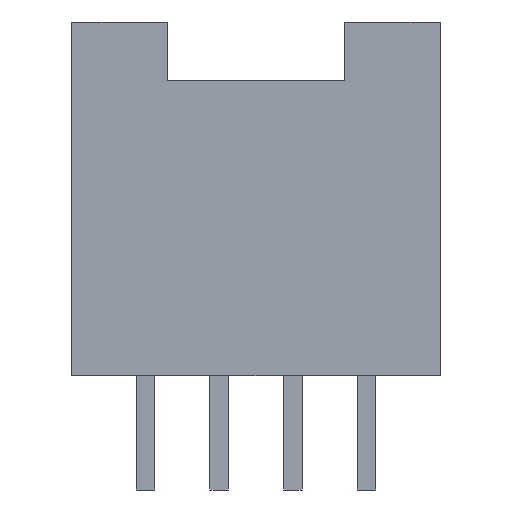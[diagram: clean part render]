
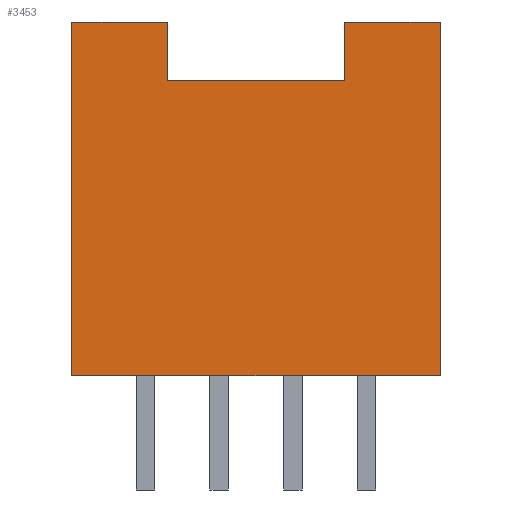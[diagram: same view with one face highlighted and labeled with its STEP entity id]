
A CAD part, front view. The second image highlights one B-rep face of the part: STEP entity #3453.
In plain terms, the highlighted planar face has unit normal (0, -1, 0).
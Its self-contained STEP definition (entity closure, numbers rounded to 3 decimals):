
#100 = PLANE('',#101);
#101 = AXIS2_PLACEMENT_3D('',#102,#103,#104);
#102 = CARTESIAN_POINT('',(0.6,-3.65,8.));
#103 = DIRECTION('',(0.,0.,-1.));
#104 = DIRECTION('',(0.,-1.,0.));
#187 = PLANE('',#188);
#188 = AXIS2_PLACEMENT_3D('',#189,#190,#191);
#189 = CARTESIAN_POINT('',(5.4,-3.65,9.6));
#190 = DIRECTION('',(1.,0.,0.));
#191 = DIRECTION('',(0.,1.,0.));
#215 = PLANE('',#216);
#216 = AXIS2_PLACEMENT_3D('',#217,#218,#219);
#217 = CARTESIAN_POINT('',(-2.,3.9,9.6));
#218 = DIRECTION('',(0.,0.,-1.));
#219 = DIRECTION('',(0.,-1.,0.));
#443 = PLANE('',#444);
#444 = AXIS2_PLACEMENT_3D('',#445,#446,#447);
#445 = CARTESIAN_POINT('',(-2.,1.35,0.));
#446 = DIRECTION('',(0.,0.,1.));
#447 = DIRECTION('',(0.,1.,0.));
#896 = VERTEX_POINT('',#897);
#897 = CARTESIAN_POINT('',(8.,-4.4,0.));
#911 = PLANE('',#912);
#912 = AXIS2_PLACEMENT_3D('',#913,#914,#915);
#913 = CARTESIAN_POINT('',(8.,3.9,9.6));
#914 = DIRECTION('',(-1.,0.,0.));
#915 = DIRECTION('',(0.,-1.,0.));
#923 = EDGE_CURVE('',#924,#896,#926,.T.);
#924 = VERTEX_POINT('',#925);
#925 = CARTESIAN_POINT('',(-2.,-4.4,0.));
#926 = SURFACE_CURVE('',#927,(#931,#938),.PCURVE_S1.);
#927 = LINE('',#928,#929);
#928 = CARTESIAN_POINT('',(-2.,-4.4,0.));
#929 = VECTOR('',#930,1.);
#930 = DIRECTION('',(1.,0.,0.));
#931 = PCURVE('',#443,#932);
#932 = DEFINITIONAL_REPRESENTATION('',(#933),#937);
#933 = LINE('',#934,#935);
#934 = CARTESIAN_POINT('',(-5.75,0.));
#935 = VECTOR('',#936,1.);
#936 = DIRECTION('',(0.,-1.));
#937 = ( GEOMETRIC_REPRESENTATION_CONTEXT(2) 
PARAMETRIC_REPRESENTATION_CONTEXT() REPRESENTATION_CONTEXT('2D SPACE',''
  ) );
#938 = PCURVE('',#939,#944);
#939 = PLANE('',#940);
#940 = AXIS2_PLACEMENT_3D('',#941,#942,#943);
#941 = CARTESIAN_POINT('',(-2.,-4.4,9.6));
#942 = DIRECTION('',(0.,1.,0.));
#943 = DIRECTION('',(-1.,0.,0.));
#944 = DEFINITIONAL_REPRESENTATION('',(#945),#949);
#945 = LINE('',#946,#947);
#946 = CARTESIAN_POINT('',(0.,-9.6));
#947 = VECTOR('',#948,1.);
#948 = DIRECTION('',(-1.,0.));
#949 = ( GEOMETRIC_REPRESENTATION_CONTEXT(2) 
PARAMETRIC_REPRESENTATION_CONTEXT() REPRESENTATION_CONTEXT('2D SPACE',''
  ) );
#967 = PLANE('',#968);
#968 = AXIS2_PLACEMENT_3D('',#969,#970,#971);
#969 = CARTESIAN_POINT('',(-2.,3.9,9.6));
#970 = DIRECTION('',(-1.,0.,0.));
#971 = DIRECTION('',(0.,-1.,0.));
#1994 = PLANE('',#1995);
#1995 = AXIS2_PLACEMENT_3D('',#1996,#1997,#1998);
#1996 = CARTESIAN_POINT('',(0.6,-3.65,9.6));
#1997 = DIRECTION('',(-1.,0.,0.));
#1998 = DIRECTION('',(0.,-1.,0.));
#2750 = PLANE('',#2751);
#2751 = AXIS2_PLACEMENT_3D('',#2752,#2753,#2754);
#2752 = CARTESIAN_POINT('',(-2.,3.9,9.6));
#2753 = DIRECTION('',(0.,0.,-1.));
#2754 = DIRECTION('',(0.,-1.,0.));
#2821 = VERTEX_POINT('',#2822);
#2822 = CARTESIAN_POINT('',(-2.,-4.4,9.6));
#2843 = EDGE_CURVE('',#2821,#2844,#2846,.T.);
#2844 = VERTEX_POINT('',#2845);
#2845 = CARTESIAN_POINT('',(0.6,-4.4,9.6));
#2846 = SURFACE_CURVE('',#2847,(#2851,#2858),.PCURVE_S1.);
#2847 = LINE('',#2848,#2849);
#2848 = CARTESIAN_POINT('',(-2.,-4.4,9.6));
#2849 = VECTOR('',#2850,1.);
#2850 = DIRECTION('',(1.,0.,0.));
#2851 = PCURVE('',#2750,#2852);
#2852 = DEFINITIONAL_REPRESENTATION('',(#2853),#2857);
#2853 = LINE('',#2854,#2855);
#2854 = CARTESIAN_POINT('',(8.3,0.));
#2855 = VECTOR('',#2856,1.);
#2856 = DIRECTION('',(0.,-1.));
#2857 = ( GEOMETRIC_REPRESENTATION_CONTEXT(2) 
PARAMETRIC_REPRESENTATION_CONTEXT() REPRESENTATION_CONTEXT('2D SPACE',''
  ) );
#2858 = PCURVE('',#939,#2859);
#2859 = DEFINITIONAL_REPRESENTATION('',(#2860),#2864);
#2860 = LINE('',#2861,#2862);
#2861 = CARTESIAN_POINT('',(0.,0.));
#2862 = VECTOR('',#2863,1.);
#2863 = DIRECTION('',(-1.,0.));
#2864 = ( GEOMETRIC_REPRESENTATION_CONTEXT(2) 
PARAMETRIC_REPRESENTATION_CONTEXT() REPRESENTATION_CONTEXT('2D SPACE',''
  ) );
#3453 = ADVANCED_FACE('',(#3454),#939,.F.);
#3454 = FACE_BOUND('',#3455,.T.);
#3455 = EDGE_LOOP('',(#3456,#3481,#3502,#3503,#3524,#3525,#3548,#3571));
#3456 = ORIENTED_EDGE('',*,*,#3457,.F.);
#3457 = EDGE_CURVE('',#3458,#3460,#3462,.T.);
#3458 = VERTEX_POINT('',#3459);
#3459 = CARTESIAN_POINT('',(0.6,-4.4,8.));
#3460 = VERTEX_POINT('',#3461);
#3461 = CARTESIAN_POINT('',(5.4,-4.4,8.));
#3462 = SURFACE_CURVE('',#3463,(#3467,#3474),.PCURVE_S1.);
#3463 = LINE('',#3464,#3465);
#3464 = CARTESIAN_POINT('',(0.6,-4.4,8.));
#3465 = VECTOR('',#3466,1.);
#3466 = DIRECTION('',(1.,0.,0.));
#3467 = PCURVE('',#939,#3468);
#3468 = DEFINITIONAL_REPRESENTATION('',(#3469),#3473);
#3469 = LINE('',#3470,#3471);
#3470 = CARTESIAN_POINT('',(-2.6,-1.6));
#3471 = VECTOR('',#3472,1.);
#3472 = DIRECTION('',(-1.,0.));
#3473 = ( GEOMETRIC_REPRESENTATION_CONTEXT(2) 
PARAMETRIC_REPRESENTATION_CONTEXT() REPRESENTATION_CONTEXT('2D SPACE',''
  ) );
#3474 = PCURVE('',#100,#3475);
#3475 = DEFINITIONAL_REPRESENTATION('',(#3476),#3480);
#3476 = LINE('',#3477,#3478);
#3477 = CARTESIAN_POINT('',(0.75,0.));
#3478 = VECTOR('',#3479,1.);
#3479 = DIRECTION('',(0.,-1.));
#3480 = ( GEOMETRIC_REPRESENTATION_CONTEXT(2) 
PARAMETRIC_REPRESENTATION_CONTEXT() REPRESENTATION_CONTEXT('2D SPACE',''
  ) );
#3481 = ORIENTED_EDGE('',*,*,#3482,.F.);
#3482 = EDGE_CURVE('',#2844,#3458,#3483,.T.);
#3483 = SURFACE_CURVE('',#3484,(#3488,#3495),.PCURVE_S1.);
#3484 = LINE('',#3485,#3486);
#3485 = CARTESIAN_POINT('',(0.6,-4.4,9.6));
#3486 = VECTOR('',#3487,1.);
#3487 = DIRECTION('',(0.,0.,-1.));
#3488 = PCURVE('',#939,#3489);
#3489 = DEFINITIONAL_REPRESENTATION('',(#3490),#3494);
#3490 = LINE('',#3491,#3492);
#3491 = CARTESIAN_POINT('',(-2.6,0.));
#3492 = VECTOR('',#3493,1.);
#3493 = DIRECTION('',(0.,-1.));
#3494 = ( GEOMETRIC_REPRESENTATION_CONTEXT(2) 
PARAMETRIC_REPRESENTATION_CONTEXT() REPRESENTATION_CONTEXT('2D SPACE',''
  ) );
#3495 = PCURVE('',#1994,#3496);
#3496 = DEFINITIONAL_REPRESENTATION('',(#3497),#3501);
#3497 = LINE('',#3498,#3499);
#3498 = CARTESIAN_POINT('',(0.75,0.));
#3499 = VECTOR('',#3500,1.);
#3500 = DIRECTION('',(0.,-1.));
#3501 = ( GEOMETRIC_REPRESENTATION_CONTEXT(2) 
PARAMETRIC_REPRESENTATION_CONTEXT() REPRESENTATION_CONTEXT('2D SPACE',''
  ) );
#3502 = ORIENTED_EDGE('',*,*,#2843,.F.);
#3503 = ORIENTED_EDGE('',*,*,#3504,.F.);
#3504 = EDGE_CURVE('',#924,#2821,#3505,.T.);
#3505 = SURFACE_CURVE('',#3506,(#3510,#3517),.PCURVE_S1.);
#3506 = LINE('',#3507,#3508);
#3507 = CARTESIAN_POINT('',(-2.,-4.4,9.6));
#3508 = VECTOR('',#3509,1.);
#3509 = DIRECTION('',(0.,0.,1.));
#3510 = PCURVE('',#939,#3511);
#3511 = DEFINITIONAL_REPRESENTATION('',(#3512),#3516);
#3512 = LINE('',#3513,#3514);
#3513 = CARTESIAN_POINT('',(0.,0.));
#3514 = VECTOR('',#3515,1.);
#3515 = DIRECTION('',(0.,1.));
#3516 = ( GEOMETRIC_REPRESENTATION_CONTEXT(2) 
PARAMETRIC_REPRESENTATION_CONTEXT() REPRESENTATION_CONTEXT('2D SPACE',''
  ) );
#3517 = PCURVE('',#967,#3518);
#3518 = DEFINITIONAL_REPRESENTATION('',(#3519),#3523);
#3519 = LINE('',#3520,#3521);
#3520 = CARTESIAN_POINT('',(8.3,0.));
#3521 = VECTOR('',#3522,1.);
#3522 = DIRECTION('',(0.,1.));
#3523 = ( GEOMETRIC_REPRESENTATION_CONTEXT(2) 
PARAMETRIC_REPRESENTATION_CONTEXT() REPRESENTATION_CONTEXT('2D SPACE',''
  ) );
#3524 = ORIENTED_EDGE('',*,*,#923,.T.);
#3525 = ORIENTED_EDGE('',*,*,#3526,.T.);
#3526 = EDGE_CURVE('',#896,#3527,#3529,.T.);
#3527 = VERTEX_POINT('',#3528);
#3528 = CARTESIAN_POINT('',(8.,-4.4,9.6));
#3529 = SURFACE_CURVE('',#3530,(#3534,#3541),.PCURVE_S1.);
#3530 = LINE('',#3531,#3532);
#3531 = CARTESIAN_POINT('',(8.,-4.4,9.6));
#3532 = VECTOR('',#3533,1.);
#3533 = DIRECTION('',(0.,0.,1.));
#3534 = PCURVE('',#939,#3535);
#3535 = DEFINITIONAL_REPRESENTATION('',(#3536),#3540);
#3536 = LINE('',#3537,#3538);
#3537 = CARTESIAN_POINT('',(-10.,0.));
#3538 = VECTOR('',#3539,1.);
#3539 = DIRECTION('',(0.,1.));
#3540 = ( GEOMETRIC_REPRESENTATION_CONTEXT(2) 
PARAMETRIC_REPRESENTATION_CONTEXT() REPRESENTATION_CONTEXT('2D SPACE',''
  ) );
#3541 = PCURVE('',#911,#3542);
#3542 = DEFINITIONAL_REPRESENTATION('',(#3543),#3547);
#3543 = LINE('',#3544,#3545);
#3544 = CARTESIAN_POINT('',(8.3,0.));
#3545 = VECTOR('',#3546,1.);
#3546 = DIRECTION('',(0.,1.));
#3547 = ( GEOMETRIC_REPRESENTATION_CONTEXT(2) 
PARAMETRIC_REPRESENTATION_CONTEXT() REPRESENTATION_CONTEXT('2D SPACE',''
  ) );
#3548 = ORIENTED_EDGE('',*,*,#3549,.F.);
#3549 = EDGE_CURVE('',#3550,#3527,#3552,.T.);
#3550 = VERTEX_POINT('',#3551);
#3551 = CARTESIAN_POINT('',(5.4,-4.4,9.6));
#3552 = SURFACE_CURVE('',#3553,(#3557,#3564),.PCURVE_S1.);
#3553 = LINE('',#3554,#3555);
#3554 = CARTESIAN_POINT('',(-2.,-4.4,9.6));
#3555 = VECTOR('',#3556,1.);
#3556 = DIRECTION('',(1.,0.,0.));
#3557 = PCURVE('',#939,#3558);
#3558 = DEFINITIONAL_REPRESENTATION('',(#3559),#3563);
#3559 = LINE('',#3560,#3561);
#3560 = CARTESIAN_POINT('',(0.,0.));
#3561 = VECTOR('',#3562,1.);
#3562 = DIRECTION('',(-1.,0.));
#3563 = ( GEOMETRIC_REPRESENTATION_CONTEXT(2) 
PARAMETRIC_REPRESENTATION_CONTEXT() REPRESENTATION_CONTEXT('2D SPACE',''
  ) );
#3564 = PCURVE('',#215,#3565);
#3565 = DEFINITIONAL_REPRESENTATION('',(#3566),#3570);
#3566 = LINE('',#3567,#3568);
#3567 = CARTESIAN_POINT('',(8.3,0.));
#3568 = VECTOR('',#3569,1.);
#3569 = DIRECTION('',(0.,-1.));
#3570 = ( GEOMETRIC_REPRESENTATION_CONTEXT(2) 
PARAMETRIC_REPRESENTATION_CONTEXT() REPRESENTATION_CONTEXT('2D SPACE',''
  ) );
#3571 = ORIENTED_EDGE('',*,*,#3572,.F.);
#3572 = EDGE_CURVE('',#3460,#3550,#3573,.T.);
#3573 = SURFACE_CURVE('',#3574,(#3578,#3585),.PCURVE_S1.);
#3574 = LINE('',#3575,#3576);
#3575 = CARTESIAN_POINT('',(5.4,-4.4,9.6));
#3576 = VECTOR('',#3577,1.);
#3577 = DIRECTION('',(0.,0.,1.));
#3578 = PCURVE('',#939,#3579);
#3579 = DEFINITIONAL_REPRESENTATION('',(#3580),#3584);
#3580 = LINE('',#3581,#3582);
#3581 = CARTESIAN_POINT('',(-7.4,0.));
#3582 = VECTOR('',#3583,1.);
#3583 = DIRECTION('',(0.,1.));
#3584 = ( GEOMETRIC_REPRESENTATION_CONTEXT(2) 
PARAMETRIC_REPRESENTATION_CONTEXT() REPRESENTATION_CONTEXT('2D SPACE',''
  ) );
#3585 = PCURVE('',#187,#3586);
#3586 = DEFINITIONAL_REPRESENTATION('',(#3587),#3591);
#3587 = LINE('',#3588,#3589);
#3588 = CARTESIAN_POINT('',(-0.75,0.));
#3589 = VECTOR('',#3590,1.);
#3590 = DIRECTION('',(0.,1.));
#3591 = ( GEOMETRIC_REPRESENTATION_CONTEXT(2) 
PARAMETRIC_REPRESENTATION_CONTEXT() REPRESENTATION_CONTEXT('2D SPACE',''
  ) );
